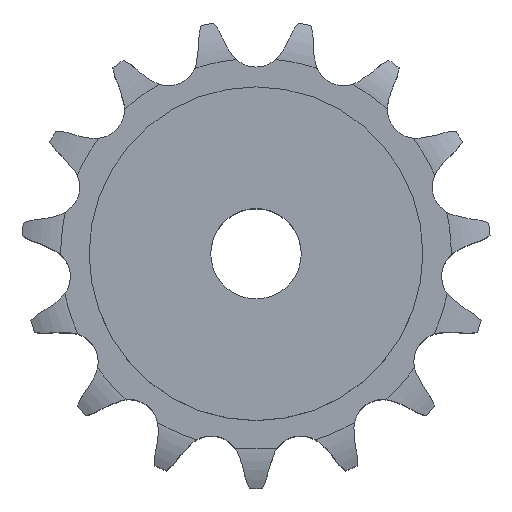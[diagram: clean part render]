
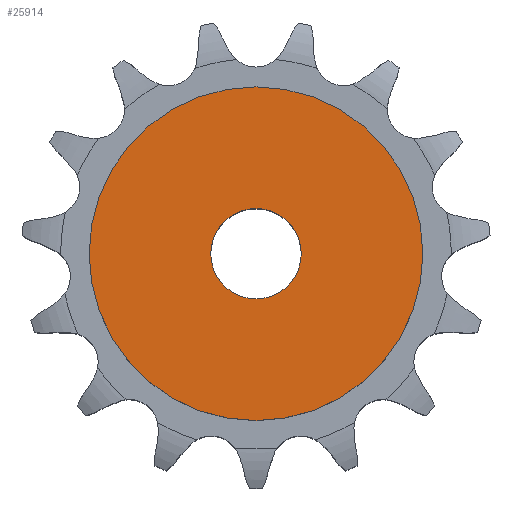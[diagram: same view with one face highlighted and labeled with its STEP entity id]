
A CAD part, top view. The second image highlights one B-rep face of the part: STEP entity #25914.
In plain terms, the highlighted planar face has unit normal (0, 0, 1).
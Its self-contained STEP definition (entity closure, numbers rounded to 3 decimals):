
#14020 = CYLINDRICAL_SURFACE('',#14021,8.);
#14021 = AXIS2_PLACEMENT_3D('',#14022,#14023,#14024);
#14022 = CARTESIAN_POINT('',(0.,0.,142.937));
#14023 = DIRECTION('',(0.,0.,1.));
#14024 = DIRECTION('',(1.,0.,0.));
#17805 = EDGE_CURVE('',#17806,#17806,#17808,.T.);
#17806 = VERTEX_POINT('',#17807);
#17807 = CARTESIAN_POINT('',(8.,0.,55.));
#17808 = SURFACE_CURVE('',#17809,(#17814,#17821),.PCURVE_S1.);
#17809 = CIRCLE('',#17810,8.);
#17810 = AXIS2_PLACEMENT_3D('',#17811,#17812,#17813);
#17811 = CARTESIAN_POINT('',(0.,0.,55.));
#17812 = DIRECTION('',(0.,0.,1.));
#17813 = DIRECTION('',(1.,0.,0.));
#17814 = PCURVE('',#14020,#17815);
#17815 = DEFINITIONAL_REPRESENTATION('',(#17816),#17820);
#17816 = LINE('',#17817,#17818);
#17817 = CARTESIAN_POINT('',(0.,-87.937));
#17818 = VECTOR('',#17819,1.);
#17819 = DIRECTION('',(1.,0.));
#17820 = ( GEOMETRIC_REPRESENTATION_CONTEXT(2) 
PARAMETRIC_REPRESENTATION_CONTEXT() REPRESENTATION_CONTEXT('2D SPACE',''
  ) );
#17821 = PCURVE('',#17822,#17827);
#17822 = PLANE('',#17823);
#17823 = AXIS2_PLACEMENT_3D('',#17824,#17825,#17826);
#17824 = CARTESIAN_POINT('',(0.,0.,55.)
  );
#17825 = DIRECTION('',(0.,0.,1.));
#17826 = DIRECTION('',(1.,0.,0.));
#17827 = DEFINITIONAL_REPRESENTATION('',(#17828),#17832);
#17828 = CIRCLE('',#17829,8.);
#17829 = AXIS2_PLACEMENT_2D('',#17830,#17831);
#17830 = CARTESIAN_POINT('',(0.,0.));
#17831 = DIRECTION('',(1.,0.));
#17832 = ( GEOMETRIC_REPRESENTATION_CONTEXT(2) 
PARAMETRIC_REPRESENTATION_CONTEXT() REPRESENTATION_CONTEXT('2D SPACE',''
  ) );
#25914 = ADVANCED_FACE('',(#25915,#25946),#17822,.T.);
#25915 = FACE_BOUND('',#25916,.T.);
#25916 = EDGE_LOOP('',(#25917));
#25917 = ORIENTED_EDGE('',*,*,#25918,.T.);
#25918 = EDGE_CURVE('',#25919,#25919,#25921,.T.);
#25919 = VERTEX_POINT('',#25920);
#25920 = CARTESIAN_POINT('',(29.5,0.,55.));
#25921 = SURFACE_CURVE('',#25922,(#25927,#25934),.PCURVE_S1.);
#25922 = CIRCLE('',#25923,29.5);
#25923 = AXIS2_PLACEMENT_3D('',#25924,#25925,#25926);
#25924 = CARTESIAN_POINT('',(0.,0.,55.));
#25925 = DIRECTION('',(0.,0.,1.));
#25926 = DIRECTION('',(1.,0.,0.));
#25927 = PCURVE('',#17822,#25928);
#25928 = DEFINITIONAL_REPRESENTATION('',(#25929),#25933);
#25929 = CIRCLE('',#25930,29.5);
#25930 = AXIS2_PLACEMENT_2D('',#25931,#25932);
#25931 = CARTESIAN_POINT('',(0.,0.));
#25932 = DIRECTION('',(1.,0.));
#25933 = ( GEOMETRIC_REPRESENTATION_CONTEXT(2) 
PARAMETRIC_REPRESENTATION_CONTEXT() REPRESENTATION_CONTEXT('2D SPACE',''
  ) );
#25934 = PCURVE('',#25935,#25940);
#25935 = CYLINDRICAL_SURFACE('',#25936,29.5);
#25936 = AXIS2_PLACEMENT_3D('',#25937,#25938,#25939);
#25937 = CARTESIAN_POINT('',(0.,0.,0.));
#25938 = DIRECTION('',(-0.,-0.,-1.));
#25939 = DIRECTION('',(1.,0.,0.));
#25940 = DEFINITIONAL_REPRESENTATION('',(#25941),#25945);
#25941 = LINE('',#25942,#25943);
#25942 = CARTESIAN_POINT('',(-0.,-55.));
#25943 = VECTOR('',#25944,1.);
#25944 = DIRECTION('',(-1.,0.));
#25945 = ( GEOMETRIC_REPRESENTATION_CONTEXT(2) 
PARAMETRIC_REPRESENTATION_CONTEXT() REPRESENTATION_CONTEXT('2D SPACE',''
  ) );
#25946 = FACE_BOUND('',#25947,.T.);
#25947 = EDGE_LOOP('',(#25948));
#25948 = ORIENTED_EDGE('',*,*,#17805,.F.);
